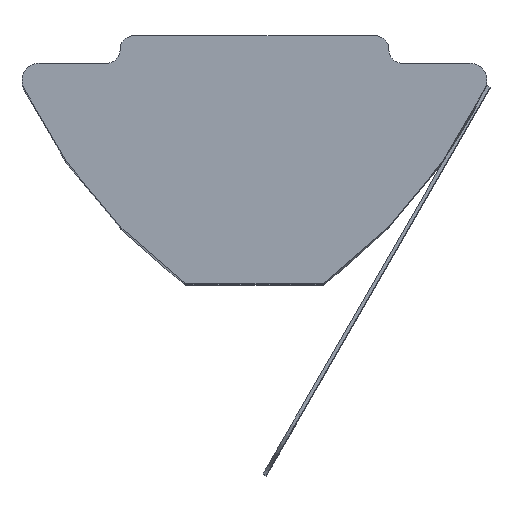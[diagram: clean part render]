
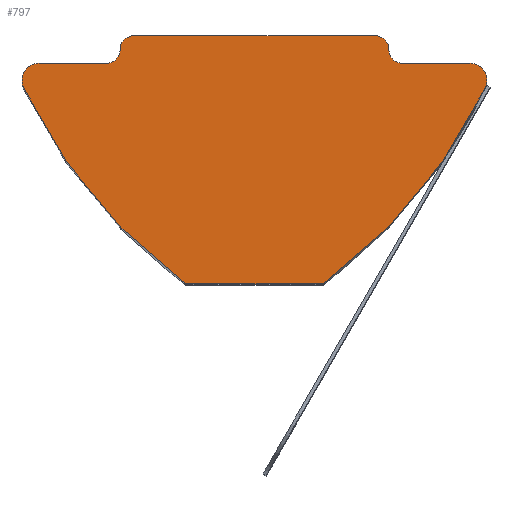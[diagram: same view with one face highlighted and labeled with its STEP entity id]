
A CAD part, top view. The second image highlights one B-rep face of the part: STEP entity #797.
In plain terms, the highlighted planar face has unit normal (0, 0, 1).
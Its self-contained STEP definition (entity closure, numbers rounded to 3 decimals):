
#173=CARTESIAN_POINT('',(-2.0,-7.2,11.0));
#174=VERTEX_POINT('',#173);
#181=CARTESIAN_POINT('',(-6.702,-1.514,11.0));
#182=VERTEX_POINT('',#181);
#183=CARTESIAN_POINT('',(6.854,4.908,11.0));
#184=DIRECTION('',(0.0,0.0,1.0));
#185=DIRECTION('',(1.0,0.0,0.0));
#186=AXIS2_PLACEMENT_3D('',#183,#184,#185);
#187=CIRCLE('',#186,15.0);
#188=EDGE_CURVE('',#182,#174,#187,.T.);
#267=CARTESIAN_POINT('',(6.25,-0.8,11.0));
#268=VERTEX_POINT('',#267);
#275=CARTESIAN_POINT('',(6.702,-1.514,11.0));
#276=VERTEX_POINT('',#275);
#277=CARTESIAN_POINT('',(6.25,-1.3,11.0));
#278=DIRECTION('',(0.0,0.0,1.0));
#279=DIRECTION('',(-1.0,0.0,0.0));
#280=AXIS2_PLACEMENT_3D('',#277,#278,#279);
#281=CIRCLE('',#280,0.5);
#282=EDGE_CURVE('',#276,#268,#281,.T.);
#298=CARTESIAN_POINT('',(-6.25,-0.8,11.0));
#299=VERTEX_POINT('',#298);
#300=CARTESIAN_POINT('',(-6.25,-1.3,11.0));
#301=DIRECTION('',(0.0,0.0,1.0));
#302=DIRECTION('',(1.0,0.0,0.0));
#303=AXIS2_PLACEMENT_3D('',#300,#301,#302);
#304=CIRCLE('',#303,0.5);
#305=EDGE_CURVE('',#299,#182,#304,.T.);
#332=CARTESIAN_POINT('',(2.0,-7.2,11.0));
#333=VERTEX_POINT('',#332);
#340=CARTESIAN_POINT('',(-2.0,-7.2,11.0));
#341=DIRECTION('',(1.0,0.0,0.0));
#342=VECTOR('',#341,4.0);
#343=LINE('',#340,#342);
#344=EDGE_CURVE('',#174,#333,#343,.T.);
#355=CARTESIAN_POINT('',(3.5,0.,11.0));
#356=VERTEX_POINT('',#355);
#357=CARTESIAN_POINT('',(-3.5,0.,11.0));
#358=VERTEX_POINT('',#357);
#359=CARTESIAN_POINT('',(3.5,0.,11.0));
#360=DIRECTION('',(-1.0,0.0,0.0));
#361=VECTOR('',#360,7.);
#362=LINE('',#359,#361);
#363=EDGE_CURVE('',#356,#358,#362,.T.);
#640=CARTESIAN_POINT('',(-4.3,-0.8,11.0));
#641=VERTEX_POINT('',#640);
#642=CARTESIAN_POINT('',(-4.3,-0.8,11.0));
#643=DIRECTION('',(-1.0,0.0,0.0));
#644=VECTOR('',#643,1.95);
#645=LINE('',#642,#644);
#646=EDGE_CURVE('',#641,#299,#645,.T.);
#681=CARTESIAN_POINT('',(-6.854,4.908,11.0));
#682=DIRECTION('',(0.0,0.0,1.0));
#683=DIRECTION('',(-1.0,0.0,0.0));
#684=AXIS2_PLACEMENT_3D('',#681,#682,#683);
#685=CIRCLE('',#684,15.0);
#686=EDGE_CURVE('',#333,#276,#685,.T.);
#732=CARTESIAN_POINT('',(4.3,-0.8,11.0));
#733=VERTEX_POINT('',#732);
#740=CARTESIAN_POINT('',(6.25,-0.8,11.0));
#741=DIRECTION('',(-1.0,0.0,0.0));
#742=VECTOR('',#741,1.95);
#743=LINE('',#740,#742);
#744=EDGE_CURVE('',#268,#733,#743,.T.);
#750=CARTESIAN_POINT('',(-6.25,-1.3,11.0));
#751=DIRECTION('',(0.0,0.0,1.0));
#752=DIRECTION('',(1.0,0.0,0.0));
#753=AXIS2_PLACEMENT_3D('',#750,#751,#752);
#754=PLANE('',#753);
#755=ORIENTED_EDGE('',*,*,#744,.T.);
#756=CARTESIAN_POINT('',(3.9,-0.4,11.0));
#757=VERTEX_POINT('',#756);
#758=CARTESIAN_POINT('',(4.3,-0.4,11.0));
#759=DIRECTION('',(0.0,0.0,-1.0));
#760=DIRECTION('',(1.0,0.0,0.0));
#761=AXIS2_PLACEMENT_3D('',#758,#759,#760);
#762=CIRCLE('',#761,0.4);
#763=EDGE_CURVE('',#733,#757,#762,.T.);
#764=ORIENTED_EDGE('',*,*,#763,.T.);
#765=CARTESIAN_POINT('',(3.5,-0.4,11.0));
#766=DIRECTION('',(0.0,0.0,1.0));
#767=DIRECTION('',(1.0,0.0,0.0));
#768=AXIS2_PLACEMENT_3D('',#765,#766,#767);
#769=CIRCLE('',#768,0.4);
#770=EDGE_CURVE('',#757,#356,#769,.T.);
#771=ORIENTED_EDGE('',*,*,#770,.T.);
#772=ORIENTED_EDGE('',*,*,#363,.T.);
#773=CARTESIAN_POINT('',(-3.9,-0.4,11.0));
#774=VERTEX_POINT('',#773);
#775=CARTESIAN_POINT('',(-3.5,-0.4,11.0));
#776=DIRECTION('',(0.0,0.0,1.0));
#777=DIRECTION('',(1.0,0.0,0.0));
#778=AXIS2_PLACEMENT_3D('',#775,#776,#777);
#779=CIRCLE('',#778,0.4);
#780=EDGE_CURVE('',#358,#774,#779,.T.);
#781=ORIENTED_EDGE('',*,*,#780,.T.);
#782=CARTESIAN_POINT('',(-4.3,-0.4,11.0));
#783=DIRECTION('',(0.0,0.0,-1.0));
#784=DIRECTION('',(1.0,0.0,0.0));
#785=AXIS2_PLACEMENT_3D('',#782,#783,#784);
#786=CIRCLE('',#785,0.4);
#787=EDGE_CURVE('',#774,#641,#786,.T.);
#788=ORIENTED_EDGE('',*,*,#787,.T.);
#789=ORIENTED_EDGE('',*,*,#646,.T.);
#790=ORIENTED_EDGE('',*,*,#305,.T.);
#791=ORIENTED_EDGE('',*,*,#188,.T.);
#792=ORIENTED_EDGE('',*,*,#344,.T.);
#793=ORIENTED_EDGE('',*,*,#686,.T.);
#794=ORIENTED_EDGE('',*,*,#282,.T.);
#795=EDGE_LOOP('',(#755,#764,#771,#772,#781,#788,#789,#790,#791,#792,#793,#794));
#796=FACE_OUTER_BOUND('',#795,.T.);
#797=ADVANCED_FACE('',(#796),#754,.T.);
